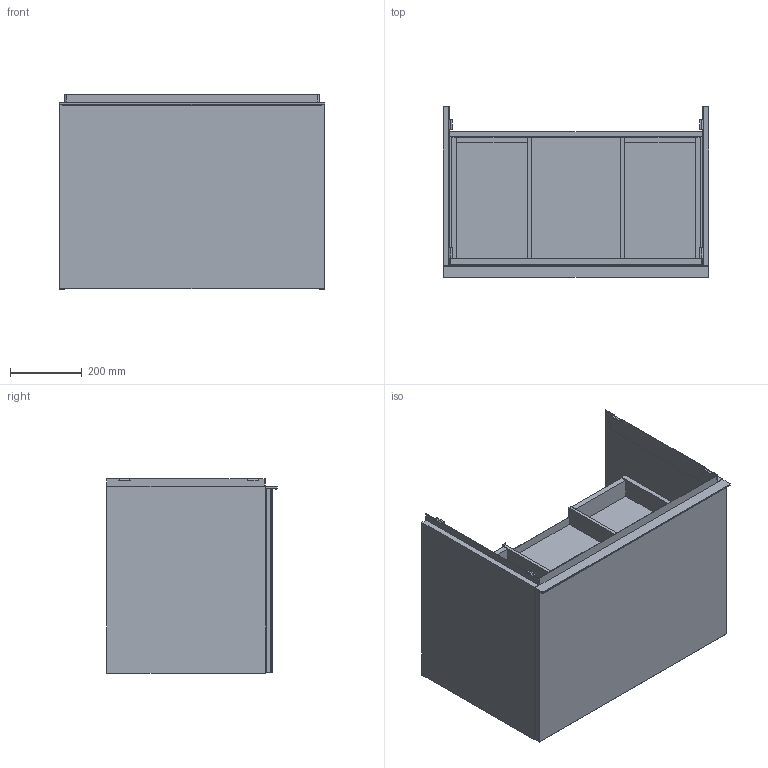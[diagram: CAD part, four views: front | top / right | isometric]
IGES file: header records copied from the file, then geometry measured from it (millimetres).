
Global section: file name: 503.004.01.2; native system: Autodesk Inventor 2023; preprocessor: unknown; author: JANAN; date: 20230809.131344; units: millimetre
Bounding box: 740 x 475.3 x 541 mm (x, y, z)
Volume: 32327034.2 mm3; surface area: 5438920.5 mm2
Topology: 11 solids, 11 shells, 200 faces, 511 edges, 334 vertices
Faces by surface type: bspline 200
